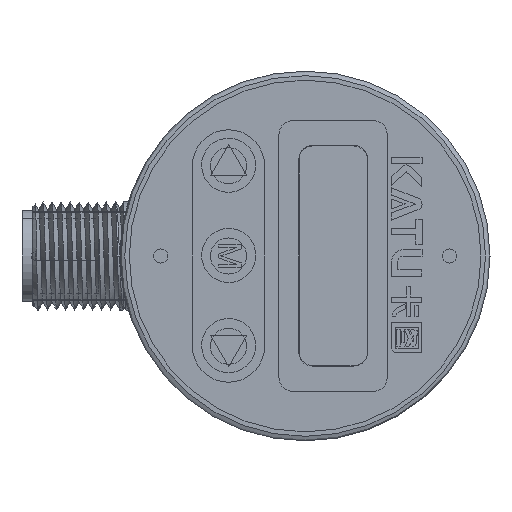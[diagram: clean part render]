
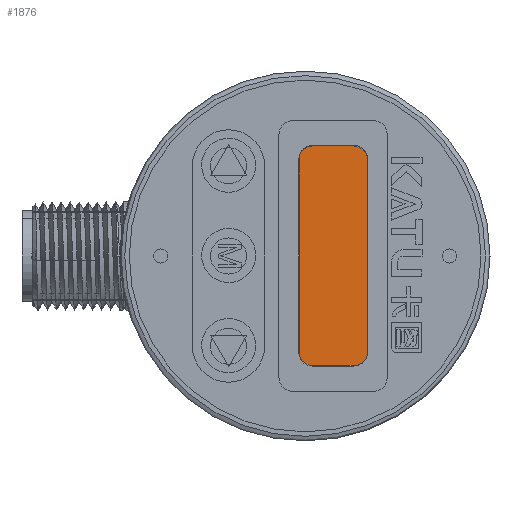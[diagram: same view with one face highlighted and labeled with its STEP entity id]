
A CAD part, left-side view. The second image highlights one B-rep face of the part: STEP entity #1876.
In plain terms, the highlighted planar face has unit normal (-1, 0, 0).
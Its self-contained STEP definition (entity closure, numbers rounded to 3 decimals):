
#286=LINE('',#10843,#778);
#289=LINE('',#10851,#781);
#292=LINE('',#10859,#784);
#295=LINE('',#10867,#787);
#778=VECTOR('',#7476,1.);
#781=VECTOR('',#7485,1.);
#784=VECTOR('',#7494,1.);
#787=VECTOR('',#7503,1.);
#1196=FACE_OUTER_BOUND('',#2673,.T.);
#1609=PLANE('',#6574);
#1876=ADVANCED_FACE('',(#1196),#1609,.T.);
#2673=EDGE_LOOP('',(#3527,#3528,#3529,#3530,#3531,#3532,#3533,#3534));
#3527=ORIENTED_EDGE('',*,*,#5625,.T.);
#3528=ORIENTED_EDGE('',*,*,#5623,.T.);
#3529=ORIENTED_EDGE('',*,*,#5621,.T.);
#3530=ORIENTED_EDGE('',*,*,#5619,.T.);
#3531=ORIENTED_EDGE('',*,*,#5617,.T.);
#3532=ORIENTED_EDGE('',*,*,#5615,.T.);
#3533=ORIENTED_EDGE('',*,*,#5613,.T.);
#3534=ORIENTED_EDGE('',*,*,#5611,.T.);
#4988=VERTEX_POINT('',#10842);
#4989=VERTEX_POINT('',#10844);
#4990=VERTEX_POINT('',#10848);
#4991=VERTEX_POINT('',#10852);
#4992=VERTEX_POINT('',#10856);
#4993=VERTEX_POINT('',#10860);
#4994=VERTEX_POINT('',#10864);
#4995=VERTEX_POINT('',#10868);
#5611=EDGE_CURVE('',#4989,#4988,#286,.T.);
#5613=EDGE_CURVE('',#4990,#4989,#6259,.T.);
#5615=EDGE_CURVE('',#4991,#4990,#289,.T.);
#5617=EDGE_CURVE('',#4992,#4991,#6260,.T.);
#5619=EDGE_CURVE('',#4993,#4992,#292,.T.);
#5621=EDGE_CURVE('',#4994,#4993,#6261,.T.);
#5623=EDGE_CURVE('',#4995,#4994,#295,.T.);
#5625=EDGE_CURVE('',#4988,#4995,#6262,.T.);
#6259=CIRCLE('',#6563,1.5);
#6260=CIRCLE('',#6566,1.5);
#6261=CIRCLE('',#6569,1.5);
#6262=CIRCLE('',#6572,1.5);
#6563=AXIS2_PLACEMENT_3D('',#10847,#7480,#7481);
#6566=AXIS2_PLACEMENT_3D('',#10855,#7489,#7490);
#6569=AXIS2_PLACEMENT_3D('',#10863,#7498,#7499);
#6572=AXIS2_PLACEMENT_3D('',#10871,#7507,#7508);
#6574=AXIS2_PLACEMENT_3D('',#10873,#7511,#7512);
#7476=DIRECTION('',(0.,1.,0.));
#7480=DIRECTION('',(-1.,0.,0.));
#7481=DIRECTION('',(0.,-1.,0.));
#7485=DIRECTION('',(0.,0.,1.));
#7489=DIRECTION('',(-1.,0.,0.));
#7490=DIRECTION('',(0.,0.,-1.));
#7494=DIRECTION('',(0.,-1.,0.));
#7498=DIRECTION('',(-1.,0.,0.));
#7499=DIRECTION('',(0.,1.,0.));
#7503=DIRECTION('',(0.,0.,-1.));
#7507=DIRECTION('',(-1.,0.,0.));
#7508=DIRECTION('',(0.,0.,1.));
#7511=DIRECTION('',(-1.,0.,0.));
#7512=DIRECTION('',(0.,1.,0.));
#10842=CARTESIAN_POINT('',(0.2,19.691,-8.249));
#10843=CARTESIAN_POINT('',(0.2,15.091,-8.249));
#10844=CARTESIAN_POINT('',(0.2,15.091,-8.249));
#10847=CARTESIAN_POINT('',(0.2,15.091,-9.749));
#10848=CARTESIAN_POINT('',(0.2,13.591,-9.749));
#10851=CARTESIAN_POINT('',(0.2,13.591,-31.149));
#10852=CARTESIAN_POINT('',(0.2,13.591,-31.149));
#10855=CARTESIAN_POINT('',(0.2,15.091,-31.149));
#10856=CARTESIAN_POINT('',(0.2,15.091,-32.649));
#10859=CARTESIAN_POINT('',(0.2,19.691,-32.649));
#10860=CARTESIAN_POINT('',(0.2,19.691,-32.649));
#10863=CARTESIAN_POINT('',(0.2,19.691,-31.149));
#10864=CARTESIAN_POINT('',(0.2,21.191,-31.149));
#10867=CARTESIAN_POINT('',(0.2,21.191,-9.749));
#10868=CARTESIAN_POINT('',(0.2,21.191,-9.749));
#10871=CARTESIAN_POINT('',(0.2,19.691,-9.749));
#10873=CARTESIAN_POINT('',(0.2,20.514,-20.514));
